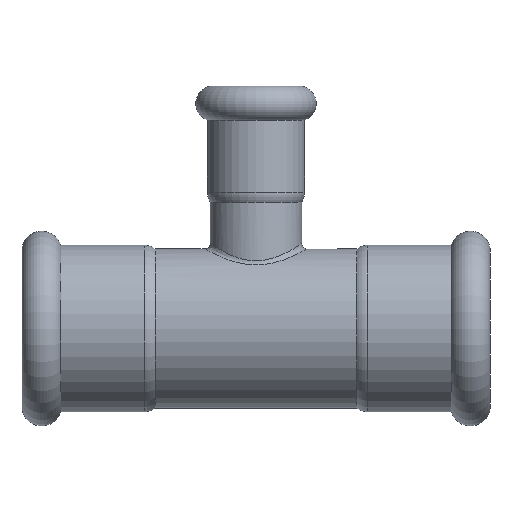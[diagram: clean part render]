
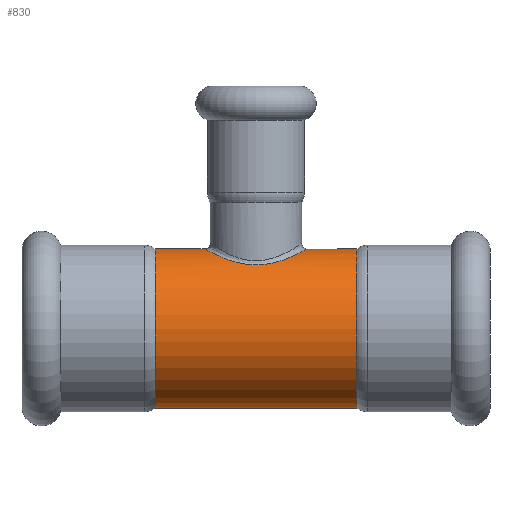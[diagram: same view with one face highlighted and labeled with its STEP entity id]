
A CAD part, front view. The second image highlights one B-rep face of the part: STEP entity #830.
In plain terms, the highlighted cylindrical face has radius 15 mm (diameter 30 mm), a full revolution.
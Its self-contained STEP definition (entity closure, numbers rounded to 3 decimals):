
#20=B_SPLINE_CURVE_WITH_KNOTS('',3,(#1794,#1795,#1796,#1797,#1798,#1799,
#1800,#1801,#1802,#1803,#1804,#1805,#1806,#1807,#1808,#1809,#1810,#1811,
#1812,#1813),.UNSPECIFIED.,.T.,.F.,(4,1,1,1,1,1,1,1,1,1,1,1,1,1,1,1,1,4),
(-5.33,-5.044,-4.949,-4.568,
-4.061,-3.934,-3.807,-3.426,
-3.046,-2.792,-2.538,-2.284,
-1.777,-1.523,-1.142,-0.761,
-0.381,0.),.UNSPECIFIED.);
#28=FACE_BOUND('',#157,.T.);
#45=LINE('',#1825,#67);
#67=VECTOR('',#1235,15.);
#86=CYLINDRICAL_SURFACE('',#965,15.);
#116=FACE_OUTER_BOUND('',#156,.T.);
#156=EDGE_LOOP('',(#687,#688,#689,#690,#691,#692,#693,#694));
#157=EDGE_LOOP('',(#695));
#249=CIRCLE('',#966,15.);
#250=CIRCLE('',#967,15.);
#251=CIRCLE('',#968,15.);
#252=CIRCLE('',#969,15.);
#253=CIRCLE('',#970,15.);
#254=CIRCLE('',#971,15.);
#351=VERTEX_POINT('',#1766);
#355=VERTEX_POINT('',#1819);
#356=VERTEX_POINT('',#1820);
#357=VERTEX_POINT('',#1822);
#358=VERTEX_POINT('',#1824);
#359=VERTEX_POINT('',#1826);
#360=VERTEX_POINT('',#1828);
#476=EDGE_CURVE('',#351,#351,#20,.T.);
#479=EDGE_CURVE('',#355,#356,#249,.T.);
#480=EDGE_CURVE('',#357,#355,#250,.T.);
#481=EDGE_CURVE('',#357,#358,#45,.T.);
#482=EDGE_CURVE('',#358,#359,#251,.T.);
#483=EDGE_CURVE('',#359,#360,#252,.T.);
#484=EDGE_CURVE('',#360,#358,#253,.T.);
#485=EDGE_CURVE('',#356,#357,#254,.T.);
#687=ORIENTED_EDGE('',*,*,#479,.F.);
#688=ORIENTED_EDGE('',*,*,#480,.F.);
#689=ORIENTED_EDGE('',*,*,#481,.T.);
#690=ORIENTED_EDGE('',*,*,#482,.T.);
#691=ORIENTED_EDGE('',*,*,#483,.T.);
#692=ORIENTED_EDGE('',*,*,#484,.T.);
#693=ORIENTED_EDGE('',*,*,#481,.F.);
#694=ORIENTED_EDGE('',*,*,#485,.F.);
#695=ORIENTED_EDGE('',*,*,#476,.F.);
#830=ADVANCED_FACE('',(#116,#28),#86,.T.);
#965=AXIS2_PLACEMENT_3D('',#1818,#1229,#1230);
#966=AXIS2_PLACEMENT_3D('',#1821,#1231,#1232);
#967=AXIS2_PLACEMENT_3D('',#1823,#1233,#1234);
#968=AXIS2_PLACEMENT_3D('',#1827,#1236,#1237);
#969=AXIS2_PLACEMENT_3D('',#1829,#1238,#1239);
#970=AXIS2_PLACEMENT_3D('',#1830,#1240,#1241);
#971=AXIS2_PLACEMENT_3D('',#1831,#1242,#1243);
#1229=DIRECTION('center_axis',(1.,0.,0.));
#1230=DIRECTION('ref_axis',(0.,1.,0.));
#1231=DIRECTION('center_axis',(1.,0.,0.));
#1232=DIRECTION('ref_axis',(0.,1.,0.));
#1233=DIRECTION('center_axis',(1.,0.,0.));
#1234=DIRECTION('ref_axis',(0.,1.,0.));
#1235=DIRECTION('',(-1.,0.,0.));
#1236=DIRECTION('center_axis',(1.,0.,0.));
#1237=DIRECTION('ref_axis',(0.,1.,0.));
#1238=DIRECTION('center_axis',(1.,0.,0.));
#1239=DIRECTION('ref_axis',(0.,1.,0.));
#1240=DIRECTION('center_axis',(1.,0.,0.));
#1241=DIRECTION('ref_axis',(0.,1.,0.));
#1242=DIRECTION('center_axis',(1.,0.,0.));
#1243=DIRECTION('ref_axis',(0.,1.,0.));
#1766=CARTESIAN_POINT('',(0.,9.,12.));
#1794=CARTESIAN_POINT('Ctrl Pts',(0.,9.,12.));
#1795=CARTESIAN_POINT('Ctrl Pts',(-1.106,9.,12.));
#1796=CARTESIAN_POINT('Ctrl Pts',(-2.575,8.758,12.191));
#1797=CARTESIAN_POINT('Ctrl Pts',(-5.208,7.707,12.887));
#1798=CARTESIAN_POINT('Ctrl Pts',(-8.079,5.578,14.12));
#1799=CARTESIAN_POINT('Ctrl Pts',(-9.614,2.096,15.013));
#1800=CARTESIAN_POINT('Ctrl Pts',(-9.609,-0.696,
15.004));
#1801=CARTESIAN_POINT('Ctrl Pts',(-9.234,-2.974,14.796));
#1802=CARTESIAN_POINT('Ctrl Pts',(-7.704,-5.842,13.956));
#1803=CARTESIAN_POINT('Ctrl Pts',(-4.75,-8.057,12.69));
#1804=CARTESIAN_POINT('Ctrl Pts',(-1.505,-9.035,11.977));
#1805=CARTESIAN_POINT('Ctrl Pts',(1.506,-9.034,11.973));
#1806=CARTESIAN_POINT('Ctrl Pts',(5.212,-7.92,12.799));
#1807=CARTESIAN_POINT('Ctrl Pts',(8.023,-5.476,14.135));
#1808=CARTESIAN_POINT('Ctrl Pts',(9.681,-1.674,15.043));
#1809=CARTESIAN_POINT('Ctrl Pts',(9.679,2.154,15.041));
#1810=CARTESIAN_POINT('Ctrl Pts',(7.698,5.842,13.956));
#1811=CARTESIAN_POINT('Ctrl Pts',(4.388,8.337,12.527));
#1812=CARTESIAN_POINT('Ctrl Pts',(1.475,9.,12.));
#1813=CARTESIAN_POINT('Ctrl Pts',(0.,9.,12.));
#1818=CARTESIAN_POINT('Origin',(14.8,0.,0.));
#1819=CARTESIAN_POINT('',(19.,15.,0.));
#1820=CARTESIAN_POINT('',(19.,0.,15.));
#1821=CARTESIAN_POINT('Origin',(19.,0.,0.));
#1822=CARTESIAN_POINT('',(19.,-15.,0.));
#1823=CARTESIAN_POINT('Origin',(19.,0.,0.));
#1824=CARTESIAN_POINT('',(-19.,-15.,0.));
#1825=CARTESIAN_POINT('',(14.8,-15.,0.));
#1826=CARTESIAN_POINT('',(-19.,15.,0.));
#1827=CARTESIAN_POINT('Origin',(-19.,0.,0.));
#1828=CARTESIAN_POINT('',(-19.,0.,15.));
#1829=CARTESIAN_POINT('Origin',(-19.,0.,0.));
#1830=CARTESIAN_POINT('Origin',(-19.,0.,0.));
#1831=CARTESIAN_POINT('Origin',(19.,0.,0.));
